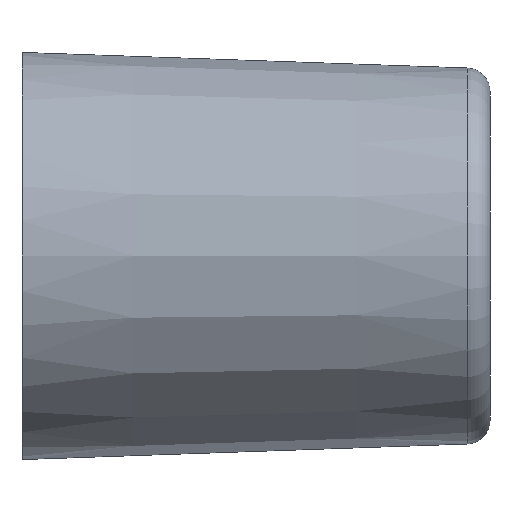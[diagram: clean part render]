
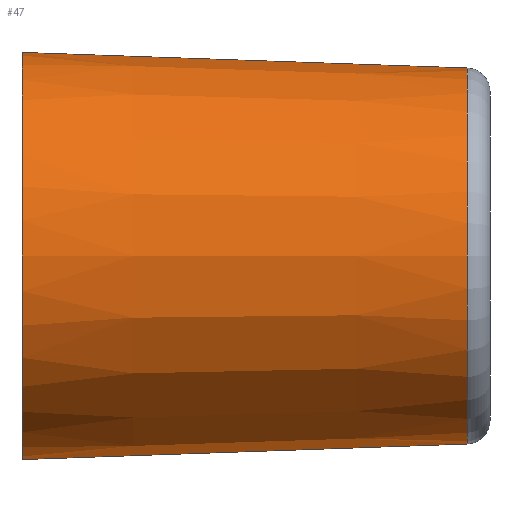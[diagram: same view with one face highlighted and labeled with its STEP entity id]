
A CAD part, left-side view. The second image highlights one B-rep face of the part: STEP entity #47.
In plain terms, the highlighted conical face has half-angle 2 degrees and reference radius 4 mm.
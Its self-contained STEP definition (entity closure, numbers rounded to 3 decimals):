
#6 = CARTESIAN_POINT ( 'NONE',  ( 0., 0.483, -4.017 ) ) ;
#14 = VERTEX_POINT ( 'NONE', #273 ) ;
#40 = ORIENTED_EDGE ( 'NONE', *, *, #231, .F. ) ;
#43 = VERTEX_POINT ( 'NONE', #91 ) ;
#46 = EDGE_LOOP ( 'NONE', ( #145, #439, #222, #40 ) ) ;
#47 = ADVANCED_FACE ( 'NONE', ( #51 ), #191, .T. ) ;
#51 = FACE_OUTER_BOUND ( 'NONE', #46, .T. ) ;
#52 = DIRECTION ( 'NONE',  ( 0., 1., 0. ) ) ;
#89 = CARTESIAN_POINT ( 'NONE',  ( 0., 0., 0. ) ) ;
#91 = CARTESIAN_POINT ( 'NONE',  ( 0., 10., -4.349 ) ) ;
#108 = LINE ( 'NONE', #115, #204 ) ;
#113 = VERTEX_POINT ( 'NONE', #354 ) ;
#115 = CARTESIAN_POINT ( 'NONE',  ( 0., 0., -4. ) ) ;
#126 = CIRCLE ( 'NONE', #412, 4.349 ) ;
#138 = AXIS2_PLACEMENT_3D ( 'NONE', #235, #378, #264 ) ;
#145 = ORIENTED_EDGE ( 'NONE', *, *, #426, .T. ) ;
#168 = VECTOR ( 'NONE', #219, 1000. ) ;
#191 = CONICAL_SURFACE ( 'NONE', #425, 4., 0.035 ) ;
#192 = DIRECTION ( 'NONE',  ( 0., 0., 1. ) ) ;
#201 = DIRECTION ( 'NONE',  ( 0., 0., -1. ) ) ;
#204 = VECTOR ( 'NONE', #404, 1000. ) ;
#219 = DIRECTION ( 'NONE',  ( 0., 0.999, 0.035 ) ) ;
#222 = ORIENTED_EDGE ( 'NONE', *, *, #458, .F. ) ;
#228 = VERTEX_POINT ( 'NONE', #6 ) ;
#231 = EDGE_CURVE ( 'NONE', #228, #43, #108, .T. ) ;
#235 = CARTESIAN_POINT ( 'NONE',  ( 0., 0.483, 0. ) ) ;
#264 = DIRECTION ( 'NONE',  ( 0., 0., -1. ) ) ;
#265 = EDGE_CURVE ( 'NONE', #113, #14, #361, .T. ) ;
#273 = CARTESIAN_POINT ( 'NONE',  ( 0., 10., 4.349 ) ) ;
#289 = CARTESIAN_POINT ( 'NONE',  ( 0., 0., 4. ) ) ;
#354 = CARTESIAN_POINT ( 'NONE',  ( 0., 0.483, 4.017 ) ) ;
#361 = LINE ( 'NONE', #289, #168 ) ;
#378 = DIRECTION ( 'NONE',  ( 0., 1., 0. ) ) ;
#380 = CARTESIAN_POINT ( 'NONE',  ( 0., 10., 0. ) ) ;
#404 = DIRECTION ( 'NONE',  ( 0., 0.999, -0.035 ) ) ;
#411 = DIRECTION ( 'NONE',  ( 0., 1., 0. ) ) ;
#412 = AXIS2_PLACEMENT_3D ( 'NONE', #380, #52, #192 ) ;
#425 = AXIS2_PLACEMENT_3D ( 'NONE', #89, #411, #201 ) ;
#426 = EDGE_CURVE ( 'NONE', #228, #113, #435, .T. ) ;
#435 = CIRCLE ( 'NONE', #138, 4.017 ) ;
#439 = ORIENTED_EDGE ( 'NONE', *, *, #265, .T. ) ;
#458 = EDGE_CURVE ( 'NONE', #43, #14, #126, .T. ) ;
